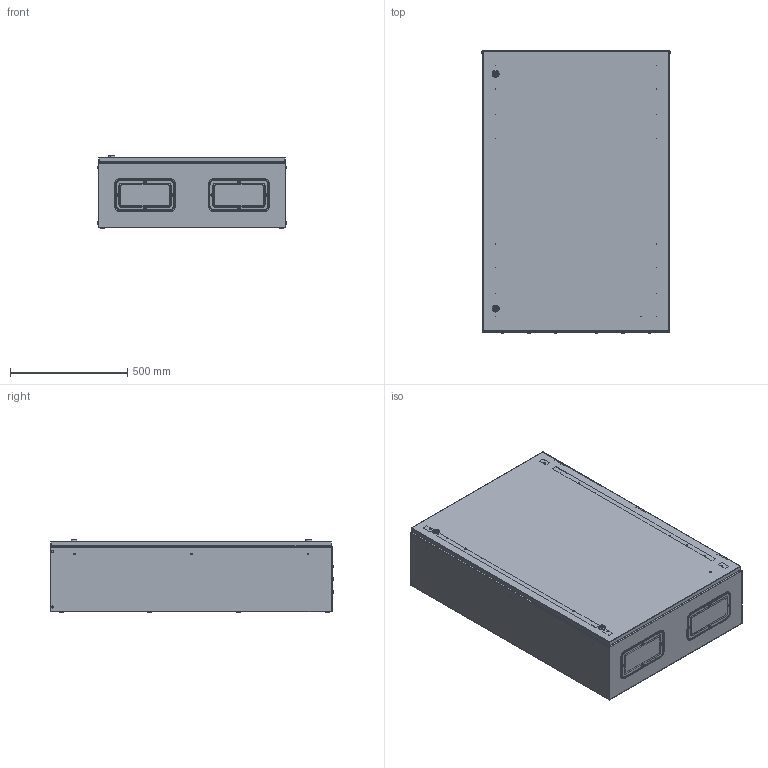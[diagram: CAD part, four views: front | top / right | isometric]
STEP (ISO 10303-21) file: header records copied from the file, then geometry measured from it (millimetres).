
FILE_DESCRIPTION (( 'STEP AP214' ), '1' );
FILE_NAME ('IP-1208030_stp.step', '2025-04-28T11:18:40', ( '' ), ( '' ), 'SwSTEP 2.0', 'SolidWorks 2023', '' );
FILE_SCHEMA (( 'AUTOMOTIVE_DESIGN' ));
Length unit declared in the file: millimetre
Products named in the file (1): IP-1208030_stp
Bounding box: 801.4 x 1206.8 x 307.5 mm (x, y, z)
Surface area: 8680419.5 mm2 (no closed solid volume)
Topology: 0 solids, 89 shells, 3731 faces, 9288 edges, 5880 vertices
Faces by surface type: plane 1837, cylinder 1110, cone 628, torus 84, bspline 72
Entity records: 122453 total; most frequent: CARTESIAN_POINT 31210, DIRECTION 19118, ORIENTED_EDGE 18572, EDGE_CURVE 9288, AXIS2_PLACEMENT_3D 6908, VERTEX_POINT 5880, LINE 5302, VECTOR 5302
